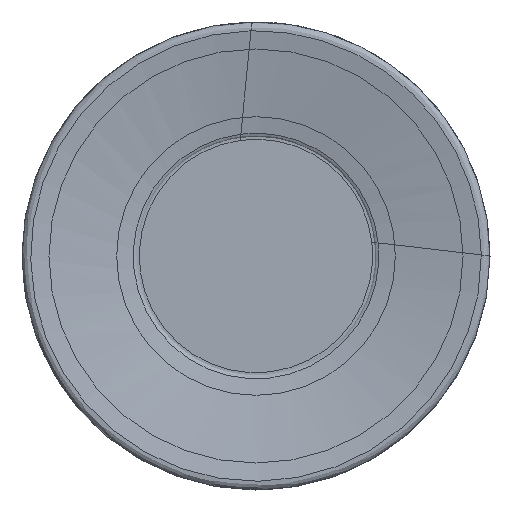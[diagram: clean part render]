
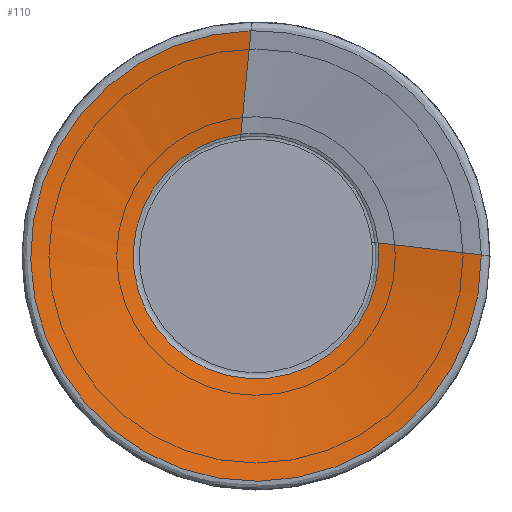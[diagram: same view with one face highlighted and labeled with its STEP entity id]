
A CAD part, left-side view. The second image highlights one B-rep face of the part: STEP entity #110.
In plain terms, the highlighted free-form (B-spline) face has degree [1, 3] with [2, 7] control points.
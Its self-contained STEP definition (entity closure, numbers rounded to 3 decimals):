
#110=ADVANCED_FACE('',(#183),#155,.F.);
#155=(
BOUNDED_SURFACE()
B_SPLINE_SURFACE(1,3,((#947,#948,#949,#950,#951,#952,#953),(#954,#955,#956,
#957,#958,#959,#960)),.UNSPECIFIED.,.F.,.F.,.F.)
B_SPLINE_SURFACE_WITH_KNOTS((2,2),(4,3,4),(0.,1.),(0.,0.5,1.),
 .UNSPECIFIED.)
GEOMETRIC_REPRESENTATION_ITEM()
RATIONAL_B_SPLINE_SURFACE(((1.,0.591,0.591,1.,0.591,
0.591,1.),(1.,0.591,0.591,1.,0.591,
0.591,1.)))
REPRESENTATION_ITEM('')
SURFACE()
);
#183=FACE_OUTER_BOUND('',#213,.T.);
#213=EDGE_LOOP('',(#308,#309,#310,#311));
#272=LINE('',#929,#284);
#273=LINE('',#934,#285);
#284=VECTOR('',#740,1.);
#285=VECTOR('',#743,1.);
#308=ORIENTED_EDGE('',*,*,#518,.F.);
#309=ORIENTED_EDGE('',*,*,#516,.T.);
#310=ORIENTED_EDGE('',*,*,#519,.T.);
#311=ORIENTED_EDGE('',*,*,#514,.T.);
#460=VERTEX_POINT('',#930);
#461=VERTEX_POINT('',#931);
#462=VERTEX_POINT('',#933);
#463=VERTEX_POINT('',#935);
#514=EDGE_CURVE('',#460,#461,#272,.T.);
#516=EDGE_CURVE('',#463,#462,#273,.T.);
#518=EDGE_CURVE('',#463,#461,#594,.T.);
#519=EDGE_CURVE('',#462,#460,#595,.T.);
#594=CIRCLE('',#655,12.036);
#595=CIRCLE('',#656,6.56);
#655=AXIS2_PLACEMENT_3D('',#945,#746,#747);
#656=AXIS2_PLACEMENT_3D('',#946,#748,#749);
#740=DIRECTION('',(-0.174,-0.097,0.98));
#743=DIRECTION('',(0.174,0.978,0.114));
#746=DIRECTION('',(1.,0.,0.));
#747=DIRECTION('',(0.,-1.,0.005));
#748=DIRECTION('',(1.,0.,0.));
#749=DIRECTION('',(0.,-0.994,0.107));
#929=CARTESIAN_POINT('',(0.984,0.811,6.51));
#930=CARTESIAN_POINT('',(0.984,0.811,6.51));
#931=CARTESIAN_POINT('',(0.006,0.263,12.033));
#933=CARTESIAN_POINT('',(0.984,-6.523,0.699));
#934=CARTESIAN_POINT('',(0.984,-6.523,0.699));
#935=CARTESIAN_POINT('',(0.006,-12.036,0.057));
#945=CARTESIAN_POINT('',(0.006,0.,0.));
#946=CARTESIAN_POINT('',(0.984,0.,0.));
#947=CARTESIAN_POINT('',(0.984,-6.523,0.699));
#948=CARTESIAN_POINT('',(0.984,-7.25,-6.085));
#949=CARTESIAN_POINT('',(0.984,-1.275,-9.379));
#950=CARTESIAN_POINT('',(0.984,4.074,-5.142));
#951=CARTESIAN_POINT('',(0.984,9.422,-0.905));
#952=CARTESIAN_POINT('',(0.984,7.583,5.666));
#953=CARTESIAN_POINT('',(0.984,0.811,6.51));
#954=CARTESIAN_POINT('',(0.006,-12.036,0.057));
#955=CARTESIAN_POINT('',(0.006,-12.095,-12.462));
#956=CARTESIAN_POINT('',(0.006,-0.573,-17.357));
#957=CARTESIAN_POINT('',(0.006,8.397,-8.623));
#958=CARTESIAN_POINT('',(0.006,17.366,0.11));
#959=CARTESIAN_POINT('',(0.006,12.779,11.759));
#960=CARTESIAN_POINT('',(0.006,0.263,12.033));
